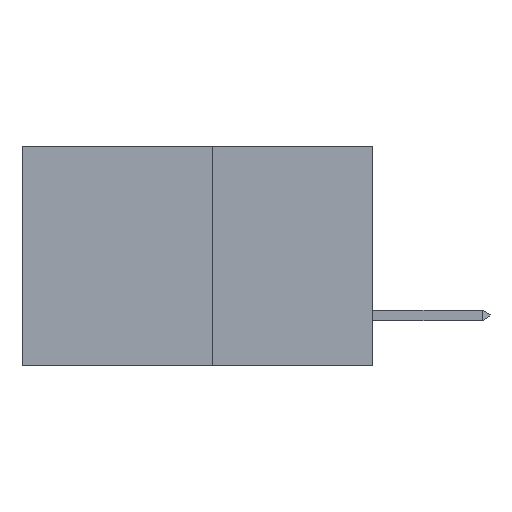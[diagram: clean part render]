
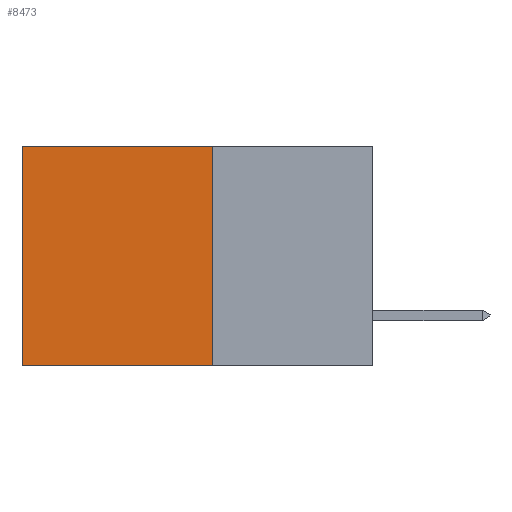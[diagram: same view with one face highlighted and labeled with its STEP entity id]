
A CAD part, left-side view. The second image highlights one B-rep face of the part: STEP entity #8473.
In plain terms, the highlighted planar face has unit normal (-1, 0, 0).
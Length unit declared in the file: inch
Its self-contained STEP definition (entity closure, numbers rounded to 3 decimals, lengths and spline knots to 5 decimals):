
#576 = DIRECTION ( 'NONE',  ( 0., 0., -1. ) ) ;
#1257 = LINE ( 'NONE', #16099, #1927 ) ;
#1434 = CARTESIAN_POINT ( 'NONE',  ( 0.277, 0.59, -0.37 ) ) ;
#1853 = VERTEX_POINT ( 'NONE', #12918 ) ;
#1927 = VECTOR ( 'NONE', #9264, 39.37008 ) ;
#2819 = VECTOR ( 'NONE', #28676, 39.37008 ) ;
#4363 = CARTESIAN_POINT ( 'NONE',  ( 0.277, 0.59, 0. ) ) ;
#4892 = AXIS2_PLACEMENT_3D ( 'NONE', #8352, #7772, #7735 ) ;
#6110 = EDGE_CURVE ( 'NONE', #19377, #13923, #11028, .T. ) ;
#7080 = LINE ( 'NONE', #10120, #19104 ) ;
#7735 = DIRECTION ( 'NONE',  ( 0., 0., -1. ) ) ;
#7772 = DIRECTION ( 'NONE',  ( 1., 0., 0. ) ) ;
#7775 = CARTESIAN_POINT ( 'NONE',  ( 0.277, 0.59, -0.37 ) ) ;
#7876 = PLANE ( 'NONE',  #4892 ) ;
#8352 = CARTESIAN_POINT ( 'NONE',  ( 0.277, 0.27, -0.37 ) ) ;
#8473 = ADVANCED_FACE ( 'NONE', ( #22963 ), #7876, .F. ) ;
#8603 = ORIENTED_EDGE ( 'NONE', *, *, #11077, .F. ) ;
#9155 = VERTEX_POINT ( 'NONE', #22318 ) ;
#9264 = DIRECTION ( 'NONE',  ( 0., 0., -1. ) ) ;
#10120 = CARTESIAN_POINT ( 'NONE',  ( 0.277, 0.27, 0. ) ) ;
#10821 = CARTESIAN_POINT ( 'NONE',  ( 0.277, 0.27, -0.37 ) ) ;
#11028 = LINE ( 'NONE', #1434, #27460 ) ;
#11077 = EDGE_CURVE ( 'NONE', #1853, #13923, #26036, .T. ) ;
#11524 = EDGE_CURVE ( 'NONE', #9155, #19377, #7080, .T. ) ;
#12918 = CARTESIAN_POINT ( 'NONE',  ( 0.277, 0.27, -0.37 ) ) ;
#13923 = VERTEX_POINT ( 'NONE', #7775 ) ;
#14873 = EDGE_LOOP ( 'NONE', ( #21675, #8603, #23824, #21036 ) ) ;
#16099 = CARTESIAN_POINT ( 'NONE',  ( 0.277, 0.27, -0.37 ) ) ;
#16996 = EDGE_CURVE ( 'NONE', #9155, #1853, #1257, .T. ) ;
#19104 = VECTOR ( 'NONE', #23630, 39.37008 ) ;
#19377 = VERTEX_POINT ( 'NONE', #4363 ) ;
#21036 = ORIENTED_EDGE ( 'NONE', *, *, #11524, .T. ) ;
#21675 = ORIENTED_EDGE ( 'NONE', *, *, #6110, .T. ) ;
#22318 = CARTESIAN_POINT ( 'NONE',  ( 0.277, 0.27, 0. ) ) ;
#22963 = FACE_OUTER_BOUND ( 'NONE', #14873, .T. ) ;
#23630 = DIRECTION ( 'NONE',  ( 0., 1., 0. ) ) ;
#23824 = ORIENTED_EDGE ( 'NONE', *, *, #16996, .F. ) ;
#26036 = LINE ( 'NONE', #10821, #2819 ) ;
#27460 = VECTOR ( 'NONE', #576, 39.37008 ) ;
#28676 = DIRECTION ( 'NONE',  ( 0., 1., 0. ) ) ;
